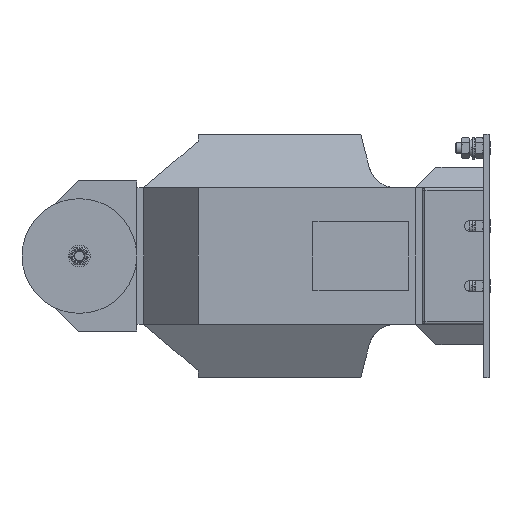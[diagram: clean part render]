
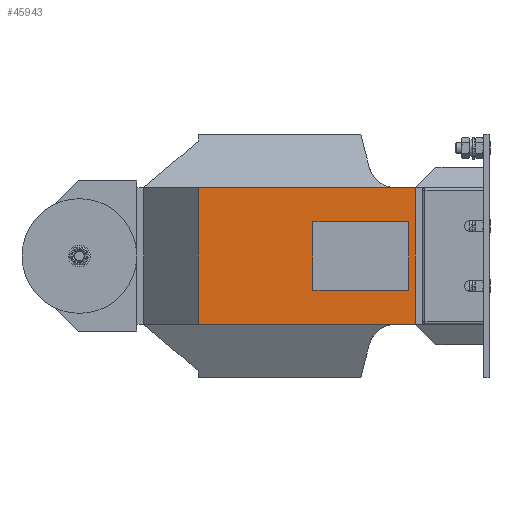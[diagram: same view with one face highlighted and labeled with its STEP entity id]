
A CAD part, left-side view. The second image highlights one B-rep face of the part: STEP entity #45943.
In plain terms, the highlighted planar face has unit normal (-1, 0, 0).
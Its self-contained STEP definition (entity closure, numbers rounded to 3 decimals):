
#919 = ORIENTED_EDGE ( 'NONE', *, *, #4130, .F. ) ;
#1787 = ORIENTED_EDGE ( 'NONE', *, *, #1898, .T. ) ;
#1898 = EDGE_CURVE ( 'NONE', #26474, #19817, #23167, .T. ) ;
#2396 = CARTESIAN_POINT ( 'NONE',  ( -30.106, 119.048, 314.574 ) ) ;
#3825 = DIRECTION ( 'NONE',  ( 0., 0., 1. ) ) ;
#3856 = FACE_OUTER_BOUND ( 'NONE', #10980, .T. ) ;
#3958 = CARTESIAN_POINT ( 'NONE',  ( -30.106, 189.048, 314.574 ) ) ;
#4130 = EDGE_CURVE ( 'NONE', #27959, #8344, #21790, .T. ) ;
#4238 = CARTESIAN_POINT ( 'NONE',  ( -30.106, 119.048, 364.574 ) ) ;
#5765 = DIRECTION ( 'NONE',  ( 0., -1., 0. ) ) ;
#5786 = CARTESIAN_POINT ( 'NONE',  ( -30.106, 189.048, 364.574 ) ) ;
#5857 = EDGE_CURVE ( 'NONE', #43826, #24473, #42188, .T. ) ;
#6054 = CARTESIAN_POINT ( 'NONE',  ( -30.106, 114.048, 389.574 ) ) ;
#7851 = DIRECTION ( 'NONE',  ( 0., 0., -1. ) ) ;
#8093 = VECTOR ( 'NONE', #42501, 1000. ) ;
#8344 = VERTEX_POINT ( 'NONE', #4238 ) ;
#9474 = LINE ( 'NONE', #23959, #31000 ) ;
#9866 = CARTESIAN_POINT ( 'NONE',  ( -30.106, 318.048, 389.574 ) ) ;
#10980 = EDGE_LOOP ( 'NONE', ( #1787, #31856, #18085, #39465 ) ) ;
#11068 = VERTEX_POINT ( 'NONE', #5786 ) ;
#11223 = CARTESIAN_POINT ( 'NONE',  ( -30.106, 189.048, 364.574 ) ) ;
#11476 = CARTESIAN_POINT ( 'NONE',  ( -30.106, 189.048, 314.574 ) ) ;
#12987 = DIRECTION ( 'NONE',  ( 0., 0., 1. ) ) ;
#13745 = LINE ( 'NONE', #28181, #8093 ) ;
#15702 = CARTESIAN_POINT ( 'NONE',  ( -30.106, 273.048, 289.574 ) ) ;
#18085 = ORIENTED_EDGE ( 'NONE', *, *, #5857, .F. ) ;
#18271 = FACE_BOUND ( 'NONE', #39136, .T. ) ;
#18371 = DIRECTION ( 'NONE',  ( 0., -1., 0. ) ) ;
#18932 = VECTOR ( 'NONE', #24330, 1000. ) ;
#19817 = VERTEX_POINT ( 'NONE', #34309 ) ;
#21790 = LINE ( 'NONE', #36235, #38951 ) ;
#21808 = VERTEX_POINT ( 'NONE', #11476 ) ;
#23167 = LINE ( 'NONE', #37553, #41320 ) ;
#23871 = CARTESIAN_POINT ( 'NONE',  ( -30.106, 273.048, 389.574 ) ) ;
#23959 = CARTESIAN_POINT ( 'NONE',  ( -30.106, 189.048, 364.574 ) ) ;
#24017 = ORIENTED_EDGE ( 'NONE', *, *, #45675, .F. ) ;
#24330 = DIRECTION ( 'NONE',  ( 0., -1., 0. ) ) ;
#24473 = VERTEX_POINT ( 'NONE', #6054 ) ;
#24868 = LINE ( 'NONE', #3958, #26279 ) ;
#24969 = VECTOR ( 'NONE', #12987, 1000. ) ;
#25692 = DIRECTION ( 'NONE',  ( 0., 1., 0. ) ) ;
#25880 = CARTESIAN_POINT ( 'NONE',  ( -30.106, 318.048, 289.574 ) ) ;
#25920 = ORIENTED_EDGE ( 'NONE', *, *, #37975, .F. ) ;
#26279 = VECTOR ( 'NONE', #18371, 1000. ) ;
#26474 = VERTEX_POINT ( 'NONE', #15702 ) ;
#27904 = EDGE_CURVE ( 'NONE', #11068, #21808, #9474, .T. ) ;
#27959 = VERTEX_POINT ( 'NONE', #2396 ) ;
#28181 = CARTESIAN_POINT ( 'NONE',  ( -30.106, 273.048, 250.574 ) ) ;
#31000 = VECTOR ( 'NONE', #38327, 1000. ) ;
#31007 = LINE ( 'NONE', #45286, #24969 ) ;
#31256 = VECTOR ( 'NONE', #25692, 1000. ) ;
#31856 = ORIENTED_EDGE ( 'NONE', *, *, #39624, .T. ) ;
#32728 = PLANE ( 'NONE',  #43225 ) ;
#34309 = CARTESIAN_POINT ( 'NONE',  ( -30.106, 114.048, 289.574 ) ) ;
#36235 = CARTESIAN_POINT ( 'NONE',  ( -30.106, 119.048, 364.574 ) ) ;
#37553 = CARTESIAN_POINT ( 'NONE',  ( -30.106, 318.048, 289.574 ) ) ;
#37870 = EDGE_CURVE ( 'NONE', #26474, #43826, #13745, .T. ) ;
#37975 = EDGE_CURVE ( 'NONE', #21808, #27959, #24868, .T. ) ;
#38327 = DIRECTION ( 'NONE',  ( 0., 0., -1. ) ) ;
#38951 = VECTOR ( 'NONE', #3825, 1000. ) ;
#39136 = EDGE_LOOP ( 'NONE', ( #25920, #42517, #24017, #919 ) ) ;
#39465 = ORIENTED_EDGE ( 'NONE', *, *, #37870, .F. ) ;
#39624 = EDGE_CURVE ( 'NONE', #19817, #24473, #31007, .T. ) ;
#40237 = DIRECTION ( 'NONE',  ( 1., 0., 0. ) ) ;
#41320 = VECTOR ( 'NONE', #5765, 1000. ) ;
#42188 = LINE ( 'NONE', #9866, #18932 ) ;
#42501 = DIRECTION ( 'NONE',  ( 0., 0., 1. ) ) ;
#42517 = ORIENTED_EDGE ( 'NONE', *, *, #27904, .F. ) ;
#43225 = AXIS2_PLACEMENT_3D ( 'NONE', #25880, #40237, #7851 ) ;
#43539 = LINE ( 'NONE', #11223, #31256 ) ;
#43826 = VERTEX_POINT ( 'NONE', #23871 ) ;
#45286 = CARTESIAN_POINT ( 'NONE',  ( -30.106, 114.048, 250.574 ) ) ;
#45675 = EDGE_CURVE ( 'NONE', #8344, #11068, #43539, .T. ) ;
#45943 = ADVANCED_FACE ( 'NONE', ( #3856, #18271 ), #32728, .F. ) ;
